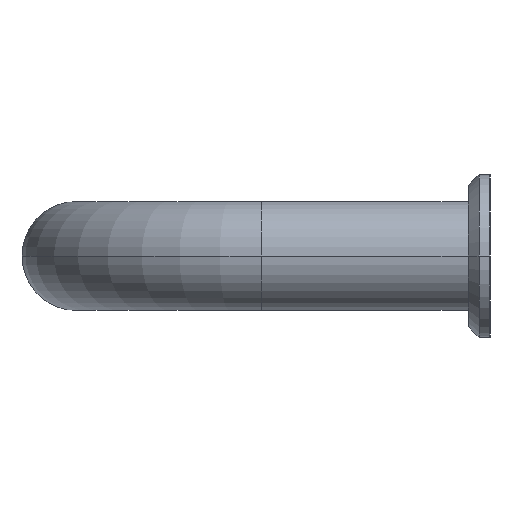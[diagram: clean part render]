
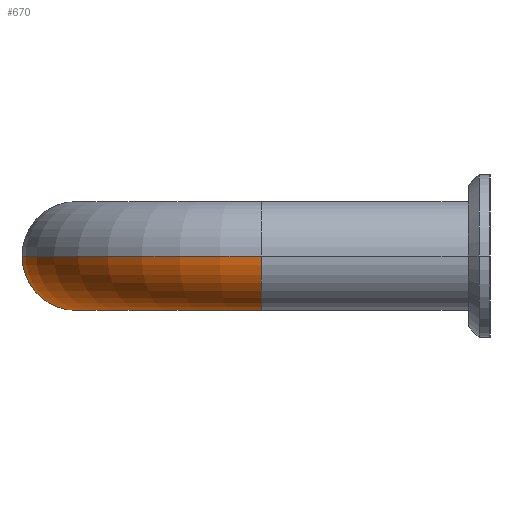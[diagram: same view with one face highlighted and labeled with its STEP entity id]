
A CAD part, left-side view. The second image highlights one B-rep face of the part: STEP entity #670.
In plain terms, the highlighted toroidal (fillet/blend) face has major radius 17 mm and minor radius 5 mm.
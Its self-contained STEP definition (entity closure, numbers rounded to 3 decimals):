
#482=EDGE_CURVE('',#754,#516,#1007,.T.);
#490=EDGE_CURVE('',#494,#642,#1017,.T.);
#494=VERTEX_POINT('',#1021);
#500=EDGE_CURVE('',#494,#510,#1028,.T.);
#510=VERTEX_POINT('',#1038);
#516=VERTEX_POINT('',#1044);
#538=EDGE_CURVE('',#516,#510,#1066,.T.);
#590=EDGE_CURVE('',#642,#754,#1128,.T.);
#642=VERTEX_POINT('',#1188);
#670=ADVANCED_FACE('',(#1219),#1220,.T.);
#754=VERTEX_POINT('',#1323);
#1007=CIRCLE('',#1649,5.0);
#1017=CIRCLE('',#1661,12.0);
#1021=CARTESIAN_POINT('',(5.0,21.0,0.0));
#1028=CIRCLE('',#1674,5.0);
#1038=CARTESIAN_POINT('',(-5.0,21.0,0.));
#1044=CARTESIAN_POINT('',(17.0,43.0,0.));
#1066=CIRCLE('',#1728,22.0);
#1128=CIRCLE('',#1807,5.0);
#1188=CARTESIAN_POINT('',(17.0,33.0,0.));
#1219=FACE_OUTER_BOUND('',#1915,.T.);
#1220=TOROIDAL_SURFACE('',#1916,17.0,5.0);
#1323=CARTESIAN_POINT('',(17.0,38.0,-5.0));
#1649=AXIS2_PLACEMENT_3D('',#2310,#2311,#2312);
#1661=AXIS2_PLACEMENT_3D('',#2324,#2325,#2326);
#1674=AXIS2_PLACEMENT_3D('',#2338,#2339,#2340);
#1728=AXIS2_PLACEMENT_3D('',#2366,#2367,#2368);
#1807=AXIS2_PLACEMENT_3D('',#2455,#2456,#2457);
#1915=EDGE_LOOP('',(#2574,#2575,#2576,#2577,#2578));
#1916=AXIS2_PLACEMENT_3D('',#2579,#2580,#2581);
#2310=CARTESIAN_POINT('',(17.0,38.0,0.0));
#2311=DIRECTION('',(1.0,0.0,0.0));
#2312=DIRECTION('',(0.0,1.0,0.0));
#2324=CARTESIAN_POINT('',(17.0,21.0,0.));
#2325=DIRECTION('',(0.0,0.0,-1.0));
#2326=DIRECTION('',(1.0,0.0,0.0));
#2338=CARTESIAN_POINT('',(0.0,21.0,0.0));
#2339=DIRECTION('',(-0.0,1.0,0.0));
#2340=DIRECTION('',(1.0,0.0,0.0));
#2366=CARTESIAN_POINT('',(17.0,21.0,0.));
#2367=DIRECTION('',(0.0,0.0,1.0));
#2368=DIRECTION('',(1.0,0.0,0.0));
#2455=CARTESIAN_POINT('',(17.0,38.0,0.0));
#2456=DIRECTION('',(1.0,0.0,0.0));
#2457=DIRECTION('',(0.0,1.0,0.0));
#2574=ORIENTED_EDGE('',*,*,#538,.F.);
#2575=ORIENTED_EDGE('',*,*,#482,.F.);
#2576=ORIENTED_EDGE('',*,*,#590,.F.);
#2577=ORIENTED_EDGE('',*,*,#490,.F.);
#2578=ORIENTED_EDGE('',*,*,#500,.T.);
#2579=CARTESIAN_POINT('',(17.0,21.0,0.0));
#2580=DIRECTION('',(0.0,0.0,1.0));
#2581=DIRECTION('',(1.0,0.0,0.0));
